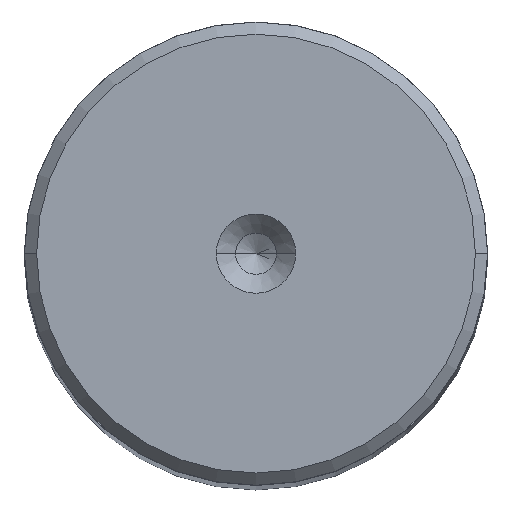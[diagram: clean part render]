
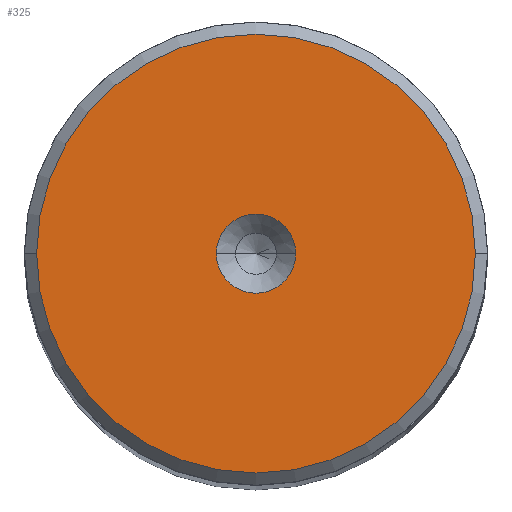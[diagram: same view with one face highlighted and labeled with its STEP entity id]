
A CAD part, top view. The second image highlights one B-rep face of the part: STEP entity #325.
In plain terms, the highlighted planar face has unit normal (0, 0, 1).
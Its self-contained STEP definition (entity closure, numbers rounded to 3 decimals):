
#188 = CARTESIAN_POINT ( 'NONE',  ( 21.314, 0., 260. ) ) ;
#206 = VERTEX_POINT ( 'NONE', #1384 ) ;
#218 = CARTESIAN_POINT ( 'NONE',  ( 0., 0., 260. ) ) ;
#325 = ADVANCED_FACE ( 'NONE', ( #1528, #2226 ), #1839, .T. ) ;
#402 = ORIENTED_EDGE ( 'NONE', *, *, #2796, .T. ) ;
#442 = CARTESIAN_POINT ( 'NONE',  ( 0., 0., 260. ) ) ;
#485 = DIRECTION ( 'NONE',  ( 1., 0., 0. ) ) ;
#503 = EDGE_CURVE ( 'NONE', #2581, #206, #1563, .T. ) ;
#527 = VERTEX_POINT ( 'NONE', #1350 ) ;
#578 = VERTEX_POINT ( 'NONE', #188 ) ;
#767 = CARTESIAN_POINT ( 'NONE',  ( -3.85, 0., 260. ) ) ;
#936 = DIRECTION ( 'NONE',  ( 1., 0., 0. ) ) ;
#976 = AXIS2_PLACEMENT_3D ( 'NONE', #1251, #2179, #1234 ) ;
#1123 = DIRECTION ( 'NONE',  ( 1., 0., 0. ) ) ;
#1177 = DIRECTION ( 'NONE',  ( 0., 0., 1. ) ) ;
#1188 = EDGE_LOOP ( 'NONE', ( #2879, #1619 ) ) ;
#1234 = DIRECTION ( 'NONE',  ( 1., 0., 0. ) ) ;
#1251 = CARTESIAN_POINT ( 'NONE',  ( 0., 0., 260. ) ) ;
#1350 = CARTESIAN_POINT ( 'NONE',  ( -21.314, 0., 260. ) ) ;
#1384 = CARTESIAN_POINT ( 'NONE',  ( 3.85, 0., 260. ) ) ;
#1498 = DIRECTION ( 'NONE',  ( 0., 0., 1. ) ) ;
#1528 = FACE_BOUND ( 'NONE', #1188, .T. ) ;
#1563 = CIRCLE ( 'NONE', #2854, 3.85 ) ;
#1585 = DIRECTION ( 'NONE',  ( 0., 0., 1. ) ) ;
#1619 = ORIENTED_EDGE ( 'NONE', *, *, #503, .F. ) ;
#1712 = DIRECTION ( 'NONE',  ( 1., 0., 0. ) ) ;
#1839 = PLANE ( 'NONE',  #976 ) ;
#1855 = CARTESIAN_POINT ( 'NONE',  ( 0., 0., 260. ) ) ;
#1863 = ORIENTED_EDGE ( 'NONE', *, *, #2166, .T. ) ;
#1923 = CIRCLE ( 'NONE', #2746, 21.314 ) ;
#1957 = AXIS2_PLACEMENT_3D ( 'NONE', #218, #1177, #936 ) ;
#1997 = EDGE_LOOP ( 'NONE', ( #402, #1863 ) ) ;
#2114 = DIRECTION ( 'NONE',  ( 0., 0., 1. ) ) ;
#2147 = CIRCLE ( 'NONE', #2364, 21.314 ) ;
#2166 = EDGE_CURVE ( 'NONE', #578, #527, #2147, .T. ) ;
#2179 = DIRECTION ( 'NONE',  ( 0., 0., 1. ) ) ;
#2195 = CARTESIAN_POINT ( 'NONE',  ( 0., 0., 260. ) ) ;
#2205 = EDGE_CURVE ( 'NONE', #206, #2581, #3026, .T. ) ;
#2226 = FACE_OUTER_BOUND ( 'NONE', #1997, .T. ) ;
#2364 = AXIS2_PLACEMENT_3D ( 'NONE', #1855, #2114, #485 ) ;
#2581 = VERTEX_POINT ( 'NONE', #767 ) ;
#2746 = AXIS2_PLACEMENT_3D ( 'NONE', #2195, #1498, #1712 ) ;
#2796 = EDGE_CURVE ( 'NONE', #527, #578, #1923, .T. ) ;
#2854 = AXIS2_PLACEMENT_3D ( 'NONE', #442, #1585, #1123 ) ;
#2879 = ORIENTED_EDGE ( 'NONE', *, *, #2205, .F. ) ;
#3026 = CIRCLE ( 'NONE', #1957, 3.85 ) ;
